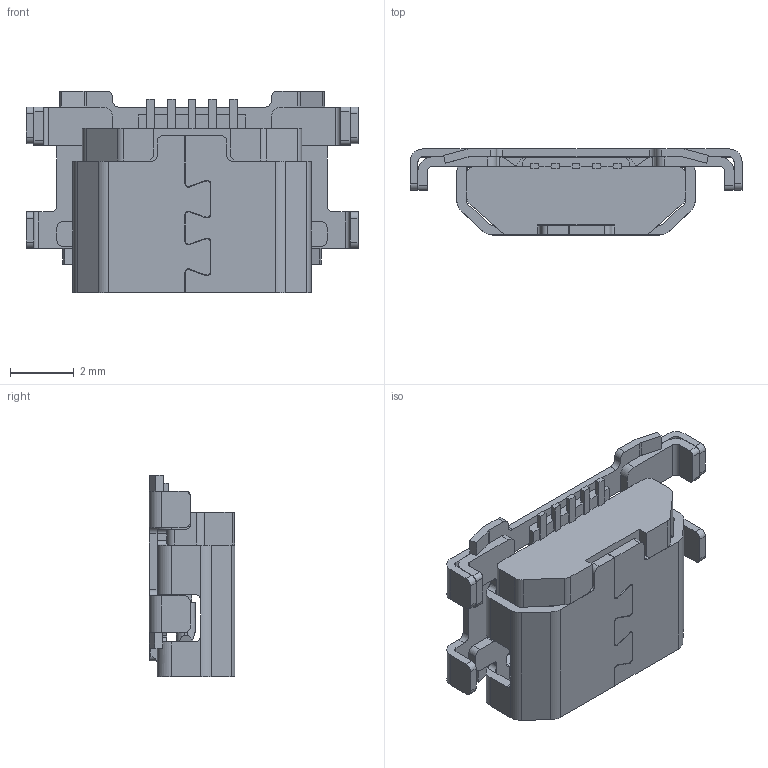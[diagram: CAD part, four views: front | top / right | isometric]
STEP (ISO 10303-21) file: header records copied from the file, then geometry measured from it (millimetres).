
FILE_DESCRIPTION(('CoCreate Modeling STEP Export'),'2;1');
FILE_NAME('010101010-360 沉板2.1带上铁壳有孔点焊.stp','2017-02-27T10:12:53',(''),(''),'CoCreate Modeling STEP processor for AP214 (Solid Model)','CoCreate Modeling 16.00 13-May-2008 (C) Parametric Technology GmbH','');
FILE_SCHEMA(('AUTOMOTIVE_DESIGN { 1 0 10303 214 1 1 1 1 }'));
Length unit declared in the file: millimetre
Products named in the file (4): SHELL2; HOUSING_2; 2_1_ASM; 5E264E0A76D670B9710A
\X0\.stp
Assembly tree (3 placements, depth 3):
  5E264E0A76D670B9710A
\X0\.stp
    2_1_ASM
      HOUSING_2
      SHELL2
Bounding box: 10.45 x 2.7 x 6.35 mm (x, y, z)
Volume: 60.4 mm3; surface area: 383 mm2
Topology: 2 solids, 2 shells, 637 faces, 1812 edges, 1164 vertices
Faces by surface type: plane 419, cylinder 198, cone 16, torus 2, bspline 2
Entity records: 20874 total; most frequent: CARTESIAN_POINT 4051, ORIENTED_EDGE 3624, DIRECTION 3398, EDGE_CURVE 1812, VECTOR 1352, LINE 1352, VERTEX_POINT 1164, AXIS2_PLACEMENT_3D 1023
